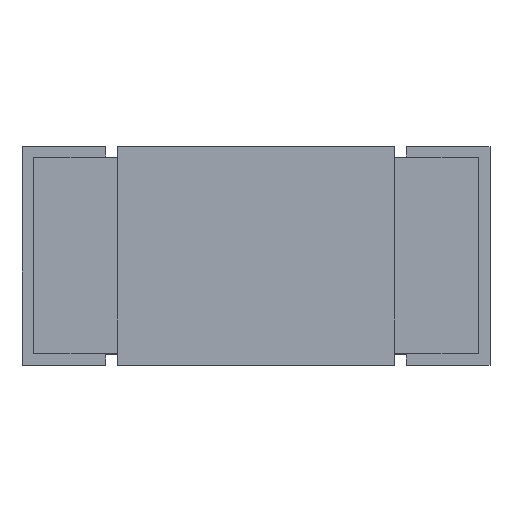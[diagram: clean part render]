
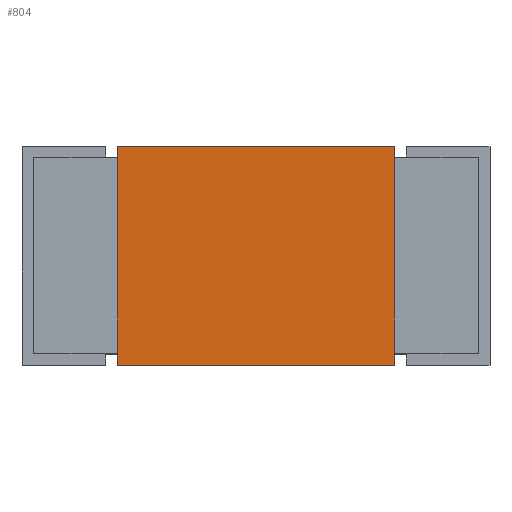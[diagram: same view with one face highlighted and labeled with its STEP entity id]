
A CAD part, top view. The second image highlights one B-rep face of the part: STEP entity #804.
In plain terms, the highlighted planar face has unit normal (0, 0, 1).
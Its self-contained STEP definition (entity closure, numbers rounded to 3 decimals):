
#27 = EDGE_CURVE ( 'NONE', #1153, #426, #1329, .T. ) ;
#64 = DIRECTION ( 'NONE',  ( 0., 0., -1. ) ) ;
#96 = CARTESIAN_POINT ( 'NONE',  ( 0.595, 0.47, 0.62 ) ) ;
#101 = ORIENTED_EDGE ( 'NONE', *, *, #949, .F. ) ;
#208 = VERTEX_POINT ( 'NONE', #1603 ) ;
#254 = CARTESIAN_POINT ( 'NONE',  ( 0.595, -0.47, 0.62 ) ) ;
#316 = AXIS2_PLACEMENT_3D ( 'NONE', #718, #64, #1109 ) ;
#355 = ORIENTED_EDGE ( 'NONE', *, *, #425, .T. ) ;
#358 = CARTESIAN_POINT ( 'NONE',  ( 0.595, -0.47, 0.62 ) ) ;
#425 = EDGE_CURVE ( 'NONE', #208, #1673, #466, .T. ) ;
#426 = VERTEX_POINT ( 'NONE', #358 ) ;
#466 = LINE ( 'NONE', #1536, #543 ) ;
#486 = EDGE_LOOP ( 'NONE', ( #724, #506, #101, #355 ) ) ;
#506 = ORIENTED_EDGE ( 'NONE', *, *, #27, .F. ) ;
#543 = VECTOR ( 'NONE', #867, 1000. ) ;
#616 = LINE ( 'NONE', #96, #713 ) ;
#697 = CARTESIAN_POINT ( 'NONE',  ( 0.595, 0.47, 0.62 ) ) ;
#713 = VECTOR ( 'NONE', #1273, 1000. ) ;
#718 = CARTESIAN_POINT ( 'NONE',  ( 0.595, 0.47, 0.62 ) ) ;
#724 = ORIENTED_EDGE ( 'NONE', *, *, #1018, .T. ) ;
#804 = ADVANCED_FACE ( 'NONE', ( #1373 ), #1126, .F. ) ;
#867 = DIRECTION ( 'NONE',  ( 0., -1., 0. ) ) ;
#949 = EDGE_CURVE ( 'NONE', #208, #1153, #616, .T. ) ;
#978 = CARTESIAN_POINT ( 'NONE',  ( -0.595, -0.47, 0.62 ) ) ;
#1018 = EDGE_CURVE ( 'NONE', #1673, #426, #1678, .T. ) ;
#1109 = DIRECTION ( 'NONE',  ( -1., 0., 0. ) ) ;
#1126 = PLANE ( 'NONE',  #316 ) ;
#1153 = VERTEX_POINT ( 'NONE', #697 ) ;
#1232 = VECTOR ( 'NONE', #1619, 1000. ) ;
#1273 = DIRECTION ( 'NONE',  ( 1., 0., 0. ) ) ;
#1292 = DIRECTION ( 'NONE',  ( 1., 0., 0. ) ) ;
#1329 = LINE ( 'NONE', #1344, #1232 ) ;
#1344 = CARTESIAN_POINT ( 'NONE',  ( 0.595, 0.47, 0.62 ) ) ;
#1373 = FACE_OUTER_BOUND ( 'NONE', #486, .T. ) ;
#1393 = VECTOR ( 'NONE', #1292, 1000. ) ;
#1536 = CARTESIAN_POINT ( 'NONE',  ( -0.595, 0.47, 0.62 ) ) ;
#1603 = CARTESIAN_POINT ( 'NONE',  ( -0.595, 0.47, 0.62 ) ) ;
#1619 = DIRECTION ( 'NONE',  ( 0., -1., 0. ) ) ;
#1673 = VERTEX_POINT ( 'NONE', #978 ) ;
#1678 = LINE ( 'NONE', #254, #1393 ) ;
